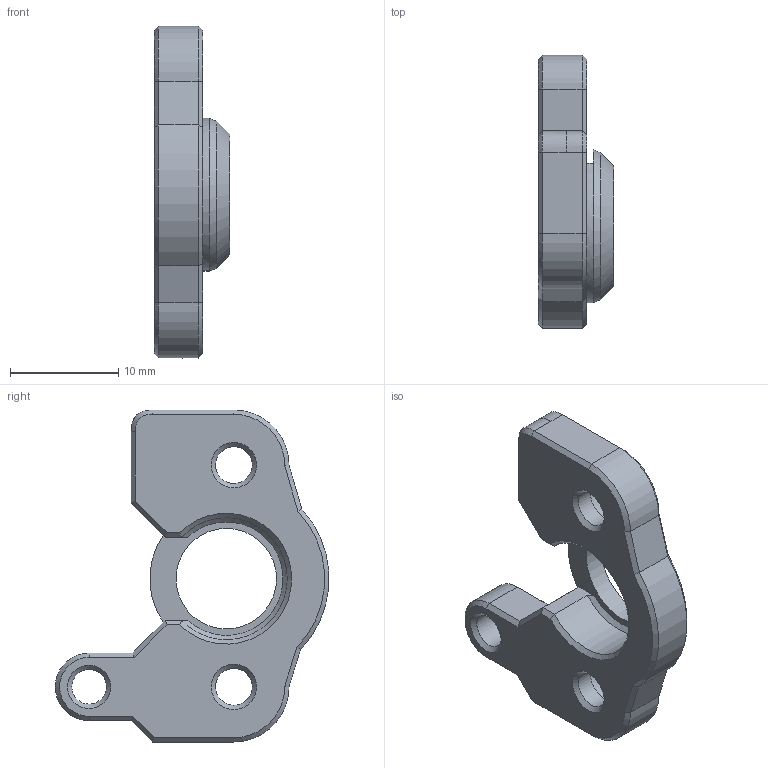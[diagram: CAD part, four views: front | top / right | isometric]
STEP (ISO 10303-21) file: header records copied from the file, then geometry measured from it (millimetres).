
FILE_DESCRIPTION(/* description */ ('STEP AP242','CAx-IF Rec.Pracs.---Representation and Presentation of Product Manufacturing Information (PMI)---4.0---2014-10-13','CAx-IF Rec.Pracs.---3D Tessellated Geometry---0.4---2014-09-14','2;1'),/* implementation_level */ '2;1');
FILE_NAME(/* name */ '62e2e4be9b955471b6243875',/* time_stamp */ '2022-07-28T19:34:22+00:00',/* author */ (''),/* organization */ (''),/* preprocessor_version */ 'ST-DEVELOPER v18.102',/* originating_system */ ' ',/* authorisation */ ' ');
FILE_SCHEMA (('AP242_MANAGED_MODEL_BASED_3D_ENGINEERING_MIM_LF { 1 0 10303 442 1 1 4 }'));
Length unit declared in the file: metre
Products named in the file (1): Main Body - Core
Bounding box: 7 x 25.29 x 30.7 mm (x, y, z)
Volume: 1613 mm3; surface area: 1586.6 mm2
Topology: 1 solids, 1 shells, 83 faces, 226 edges, 146 vertices
Faces by surface type: plane 43, cone 19, cylinder 13, bspline 8
Full cylindrical faces by diameter (mm): 3.2 x1, 3.4 x2, 9.3 x1
Entity records: 2796 total; most frequent: CARTESIAN_POINT 830, ORIENTED_EDGE 430, DIRECTION 346, EDGE_CURVE 215, VERTEX_POINT 145, AXIS2_PLACEMENT_3D 127, EDGE_LOOP 102, FACE_BOUND 102
